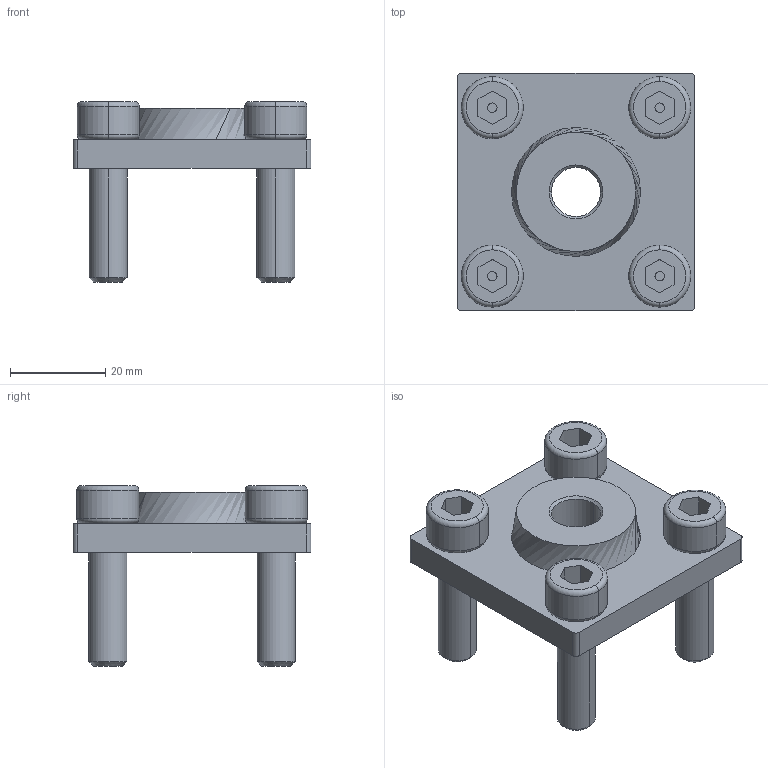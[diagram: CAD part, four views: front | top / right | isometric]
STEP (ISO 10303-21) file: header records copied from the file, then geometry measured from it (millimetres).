
FILE_DESCRIPTION (( 'STEP AP214' ), '1' );
FILE_NAME ('A334 Àäàïòåð 50õ50 (Àëþì) äëÿ îïîðû Ì12.STEP', '2019-05-24T12:05:36', ( 'Windows User' ), ( '' ), 'SwSTEP 2.0', 'SolidWorks 2018', '' );
FILE_SCHEMA (( 'AUTOMOTIVE_DESIGN' ));
Length unit declared in the file: millimetre
Products named in the file (3): A334 Àäàïòåð 50õ50 (Àëþì) äëÿ îïîðû Ì12; A334 Àäàïòåð 50õ50 (Àëþì) äëÿ îïîðû Ì12,Âèíò(1)_00; A334 Àäàïòåð 50õ50 (Àëþì) äëÿ îïîðû Ì12_00
Assembly tree (5 placements, depth 2):
  A334 Àäàïòåð 50õ50 (Àëþì) äëÿ îïîðû Ì12
    A334 Àäàïòåð 50õ50 (Àëþì) äëÿ îïîðû Ì12_00
    A334 Àäàïòåð 50õ50 (Àëþì) äëÿ îïîðû Ì12,Âèíò(1)_00  x4
Bounding box: 49.8 x 49.8 x 37.9 mm (x, y, z)
Volume: 25340 mm3; surface area: 12651.6 mm2
Topology: 5 solids, 5 shells, 137 faces, 296 edges, 188 vertices
Faces by surface type: plane 57, cylinder 50, torus 16, cone 12, bspline 2
Entity records: 2132 total; most frequent: DIRECTION 380, CARTESIAN_POINT 354, ORIENTED_EDGE 304, AXIS2_PLACEMENT_3D 156, EDGE_CURVE 152, VERTEX_POINT 98, EDGE_LOOP 88, CIRCLE 82
